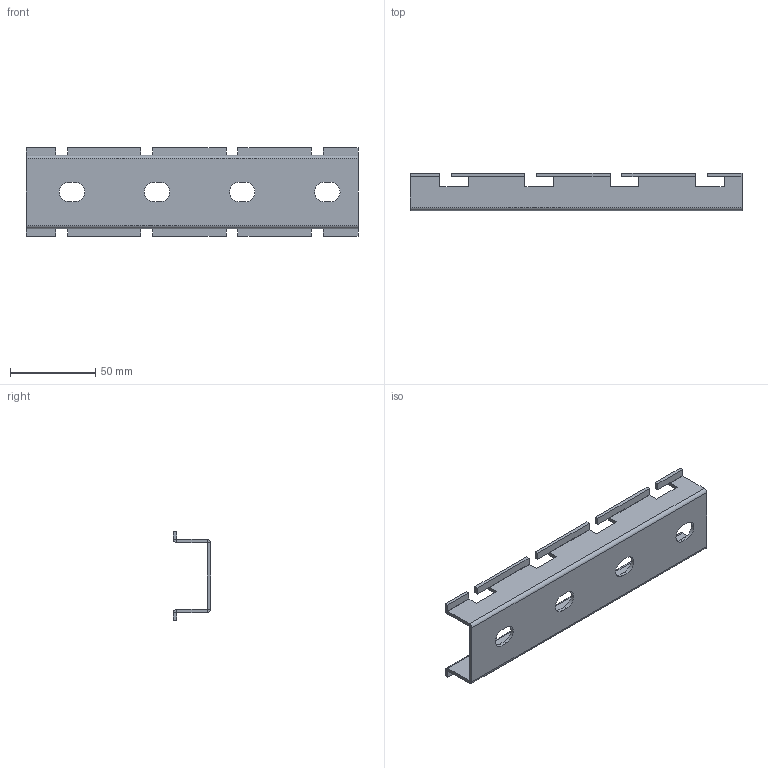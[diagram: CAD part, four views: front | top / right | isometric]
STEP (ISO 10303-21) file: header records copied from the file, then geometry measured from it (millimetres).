
FILE_DESCRIPTION (( 'STEP AP203' ), '1' );
FILE_NAME ('00406506.STEP', '2021-07-08T01:43:31', ( '' ), ( '' ), 'SwSTEP 2.0', 'SolidWorks 2020', '' );
FILE_SCHEMA (( 'CONFIG_CONTROL_DESIGN' ));
Length unit declared in the file: millimetre
Products named in the file (1): 00406506
Bounding box: 195 x 22 x 52 mm (x, y, z)
Volume: 31439.1 mm3; surface area: 33627.7 mm2
Topology: 1 solids, 1 shells, 134 faces, 348 edges, 216 vertices
Faces by surface type: plane 102, cylinder 32
Entity records: 4105 total; most frequent: CARTESIAN_POINT 699, ORIENTED_EDGE 696, DIRECTION 682, EDGE_CURVE 348, VECTOR 284, LINE 284, VERTEX_POINT 216, AXIS2_PLACEMENT_3D 199
